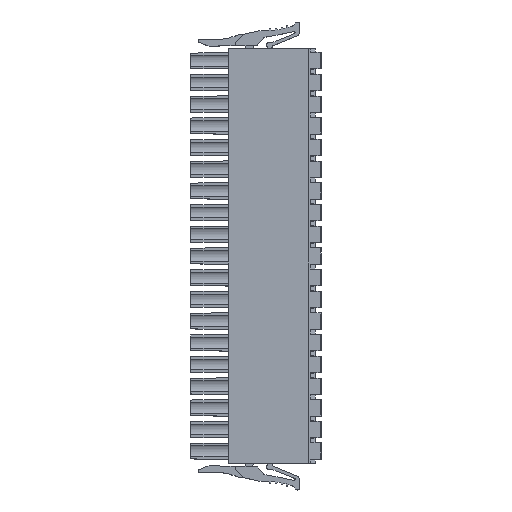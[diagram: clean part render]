
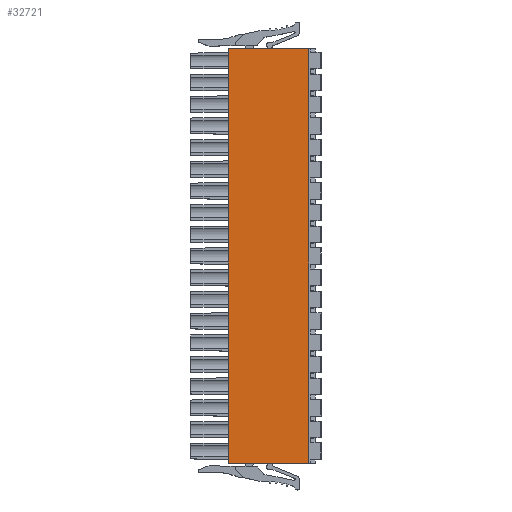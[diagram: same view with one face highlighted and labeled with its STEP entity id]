
A CAD part, top view. The second image highlights one B-rep face of the part: STEP entity #32721.
In plain terms, the highlighted planar face has unit normal (0, 0, 1).
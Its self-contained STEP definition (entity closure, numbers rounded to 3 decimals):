
#7771=DIRECTION('',(0.,1.,0.));
#7772=VECTOR('',#7771,72.78);
#7773=CARTESIAN_POINT('',(7.475,-22.265,3.4));
#7774=LINE('',#7773,#7772);
#7779=DIRECTION('',(0.,1.,0.));
#7780=VECTOR('',#7779,72.78);
#7781=CARTESIAN_POINT('',(-6.625,-22.265,
3.4));
#7782=LINE('',#7781,#7780);
#10788=DIRECTION('',(-1.,0.,0.));
#10789=VECTOR('',#10788,14.1);
#10790=CARTESIAN_POINT('',(7.475,50.515,3.4));
#10791=LINE('',#10790,#10789);
#12044=DIRECTION('',(1.,0.,0.));
#12045=VECTOR('',#12044,14.1);
#12046=CARTESIAN_POINT('',(-6.625,-22.265,
3.4));
#12047=LINE('',#12046,#12045);
#17782=CARTESIAN_POINT('',(-6.625,-22.265,
3.4));
#17783=VERTEX_POINT('',#17782);
#17810=CARTESIAN_POINT('',(7.475,-22.265,
3.4));
#17811=VERTEX_POINT('',#17810);
#22065=CARTESIAN_POINT('',(-6.625,50.515,
3.4));
#22066=VERTEX_POINT('',#22065);
#22067=CARTESIAN_POINT('',(7.475,50.515,3.4));
#22068=VERTEX_POINT('',#22067);
#32707=CARTESIAN_POINT('',(4.299,-14.645,3.4));
#32708=DIRECTION('',(0.,0.,1.));
#32709=DIRECTION('',(-1.,0.,0.));
#32710=AXIS2_PLACEMENT_3D('',#32707,#32708,#32709);
#32711=PLANE('',#32710);
#32713=ORIENTED_EDGE('',*,*,#32712,.T.);
#32715=ORIENTED_EDGE('',*,*,#32714,.F.);
#32716=ORIENTED_EDGE('',*,*,#32697,.F.);
#32718=ORIENTED_EDGE('',*,*,#32717,.F.);
#32719=EDGE_LOOP('',(#32713,#32715,#32716,#32718));
#32720=FACE_OUTER_BOUND('',#32719,.F.);
#32697=EDGE_CURVE('',#17811,#22068,#7774,.T.);
#32712=EDGE_CURVE('',#17783,#22066,#7782,.T.);
#32714=EDGE_CURVE('',#22068,#22066,#10791,.T.);
#32717=EDGE_CURVE('',#17783,#17811,#12047,.T.);
#32721=ADVANCED_FACE('',(#32720),#32711,.T.);
